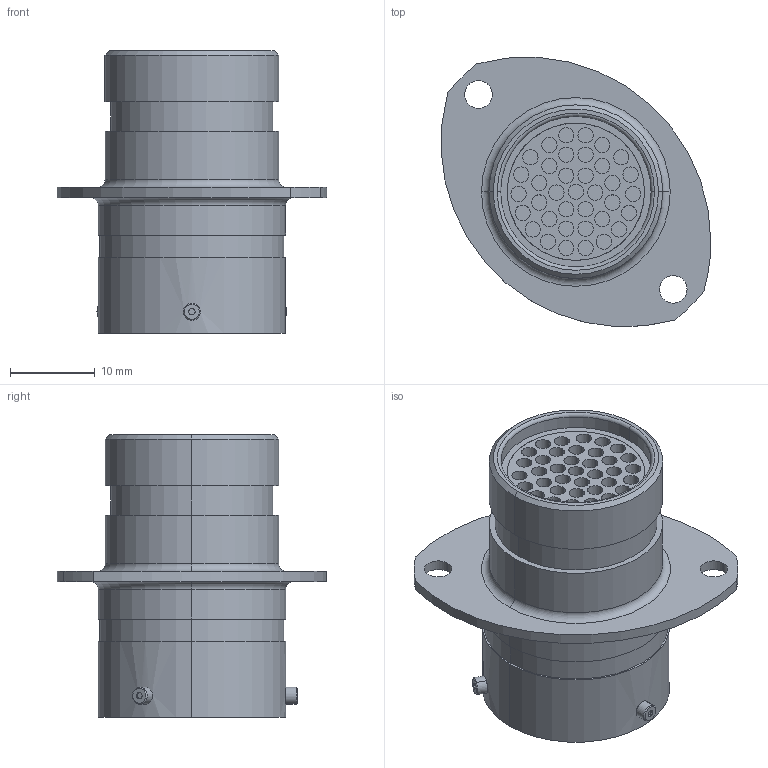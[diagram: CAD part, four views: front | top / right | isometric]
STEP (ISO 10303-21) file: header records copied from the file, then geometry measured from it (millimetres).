
FILE_DESCRIPTION (( 'STEP AP214' ), '1' );
FILE_NAME ('AS014-35PB.STEP', '2015-08-13T10:09:44', ( 'TE Connectivity' ), ( 'TE Connectivity' ), 'SwSTEP 2.0', 'SolidWorks 2014', '' );
FILE_SCHEMA (( 'AUTOMOTIVE_DESIGN' ));
Length unit declared in the file: millimetre
Products named in the file (1): AS014-35PB
Bounding box: 31.8 x 31.76 x 33.31 mm (x, y, z)
Volume: 7430.4 mm3; surface area: 9608 mm2
Topology: 46 solids, 46 shells, 1203 faces, 2614 edges, 1625 vertices
Faces by surface type: cylinder 396, torus 392, plane 235, cone 168, sphere 12
Entity records: 47737 total; most frequent: DIRECTION 6959, CARTESIAN_POINT 5695, ORIENTED_EDGE 5216, AXIS2_PLACEMENT_3D 3185, EDGE_CURVE 2608, CIRCLE 1981, VERTEX_POINT 1625, EDGE_LOOP 1495
